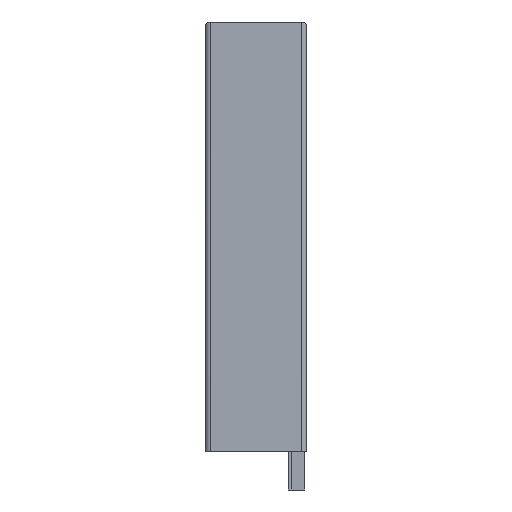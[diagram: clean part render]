
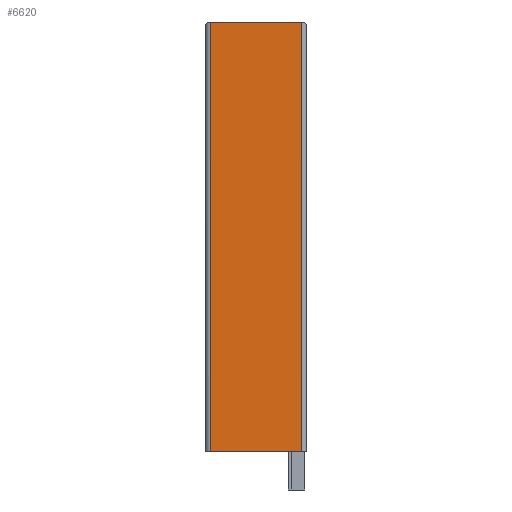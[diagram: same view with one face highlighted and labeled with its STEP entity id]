
A CAD part, left-side view. The second image highlights one B-rep face of the part: STEP entity #6620.
In plain terms, the highlighted face is planar.
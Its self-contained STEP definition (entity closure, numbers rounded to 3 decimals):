
#464 = VECTOR ( 'NONE', #11227, 1000. ) ;
#697 = CARTESIAN_POINT ( 'NONE',  ( -180.403, -229.815, -71.671 ) ) ;
#768 = CARTESIAN_POINT ( 'NONE',  ( -5.403, -230.315, -71.671 ) ) ;
#1023 = EDGE_LOOP ( 'NONE', ( #5550, #8948, #9268, #7040 ) ) ;
#1366 = CARTESIAN_POINT ( 'NONE',  ( -5.403, -278.315, -71.671 ) ) ;
#1434 = VECTOR ( 'NONE', #10726, 1000. ) ;
#1620 = DIRECTION ( 'NONE',  ( 1., 0., 0. ) ) ;
#1628 = CARTESIAN_POINT ( 'NONE',  ( -230.403, -230.315, -71.671 ) ) ;
#2517 = CARTESIAN_POINT ( 'NONE',  ( -230.403, -199.702, -71.671 ) ) ;
#3243 = AXIS2_PLACEMENT_3D ( 'NONE', #697, #6860, #1620 ) ;
#3791 = CARTESIAN_POINT ( 'NONE',  ( -180.403, -230.315, -71.671 ) ) ;
#4080 = LINE ( 'NONE', #3791, #1434 ) ;
#4544 = FACE_OUTER_BOUND ( 'NONE', #1023, .T. ) ;
#4648 = CARTESIAN_POINT ( 'NONE',  ( -5.403, -286.115, -71.671 ) ) ;
#4780 = DIRECTION ( 'NONE',  ( 1., 0., 0. ) ) ;
#5090 = PLANE ( 'NONE',  #3243 ) ;
#5550 = ORIENTED_EDGE ( 'NONE', *, *, #7696, .F. ) ;
#5924 = VERTEX_POINT ( 'NONE', #10210 ) ;
#6085 = VECTOR ( 'NONE', #8970, 1000. ) ;
#6620 = ADVANCED_FACE ( 'NONE', ( #4544 ), #5090, .F. ) ;
#6860 = DIRECTION ( 'NONE',  ( 0., 0., 1. ) ) ;
#7040 = ORIENTED_EDGE ( 'NONE', *, *, #8480, .F. ) ;
#7316 = VECTOR ( 'NONE', #4780, 1000. ) ;
#7583 = VERTEX_POINT ( 'NONE', #1366 ) ;
#7696 = EDGE_CURVE ( 'NONE', #9298, #5924, #9794, .T. ) ;
#8390 = LINE ( 'NONE', #4648, #6085 ) ;
#8480 = EDGE_CURVE ( 'NONE', #5924, #7583, #9613, .T. ) ;
#8664 = VERTEX_POINT ( 'NONE', #768 ) ;
#8948 = ORIENTED_EDGE ( 'NONE', *, *, #10529, .F. ) ;
#8970 = DIRECTION ( 'NONE',  ( 0., 1., 0. ) ) ;
#9268 = ORIENTED_EDGE ( 'NONE', *, *, #10843, .F. ) ;
#9298 = VERTEX_POINT ( 'NONE', #1628 ) ;
#9613 = LINE ( 'NONE', #10812, #7316 ) ;
#9794 = LINE ( 'NONE', #2517, #464 ) ;
#10210 = CARTESIAN_POINT ( 'NONE',  ( -230.403, -278.315, -71.671 ) ) ;
#10529 = EDGE_CURVE ( 'NONE', #8664, #9298, #4080, .T. ) ;
#10726 = DIRECTION ( 'NONE',  ( -1., 0., 0. ) ) ;
#10812 = CARTESIAN_POINT ( 'NONE',  ( 0., -278.315, -71.671 ) ) ;
#10843 = EDGE_CURVE ( 'NONE', #7583, #8664, #8390, .T. ) ;
#11227 = DIRECTION ( 'NONE',  ( 0., -1., 0. ) ) ;
